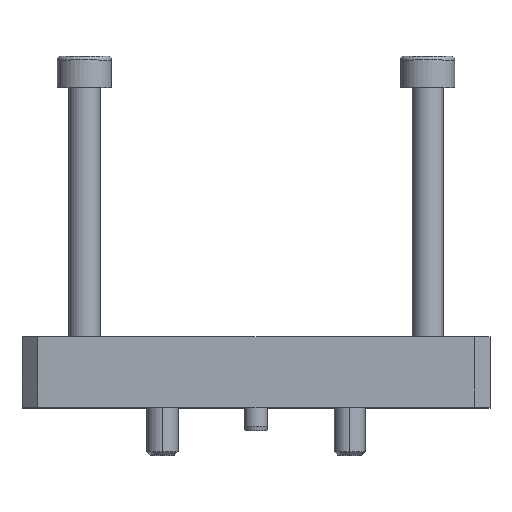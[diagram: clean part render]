
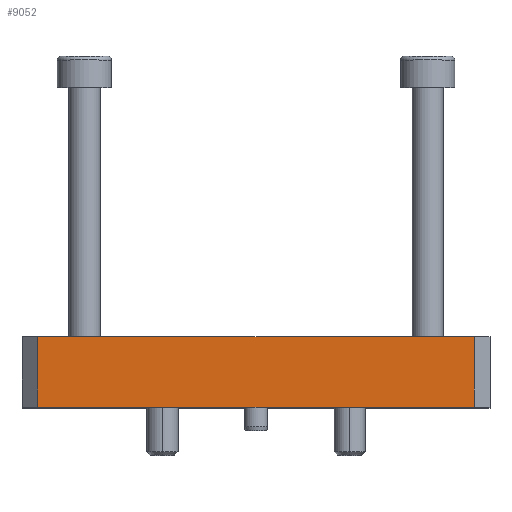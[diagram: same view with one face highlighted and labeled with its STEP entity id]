
A CAD part, top view. The second image highlights one B-rep face of the part: STEP entity #9052.
In plain terms, the highlighted planar face has unit normal (0, 0, 1).
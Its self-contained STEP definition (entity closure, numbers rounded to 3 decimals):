
#6814=DIRECTION('',(0.,1.,0.));
#6815=VECTOR('',#6814,9.);
#6816=CARTESIAN_POINT('',(28.,-4.5,41.5));
#6817=LINE('',#6816,#6815);
#6818=DIRECTION('',(-1.,0.,0.));
#6819=VECTOR('',#6818,56.);
#6820=CARTESIAN_POINT('',(28.,-4.5,41.5));
#6821=LINE('',#6820,#6819);
#6822=DIRECTION('',(0.,1.,0.));
#6823=VECTOR('',#6822,9.);
#6824=CARTESIAN_POINT('',(-28.,-4.5,41.5));
#6825=LINE('',#6824,#6823);
#6826=DIRECTION('',(1.,0.,0.));
#6827=VECTOR('',#6826,56.);
#6828=CARTESIAN_POINT('',(-28.,4.5,41.5));
#6829=LINE('',#6828,#6827);
#8354=CARTESIAN_POINT('',(28.,-4.5,41.5));
#8356=VERTEX_POINT('',#8354);
#8368=CARTESIAN_POINT('',(-28.,-4.5,41.5));
#8369=VERTEX_POINT('',#8368);
#8564=CARTESIAN_POINT('',(28.,4.5,41.5));
#8565=VERTEX_POINT('',#8564);
#8566=CARTESIAN_POINT('',(-28.,4.5,41.5));
#8567=VERTEX_POINT('',#8566);
#9039=CARTESIAN_POINT('',(0.,0.,41.5));
#9040=DIRECTION('',(0.,0.,1.));
#9041=DIRECTION('',(1.,0.,0.));
#9042=AXIS2_PLACEMENT_3D('',#9039,#9040,#9041);
#9043=PLANE('',#9042);
#9044=ORIENTED_EDGE('',*,*,#9023,.F.);
#9045=ORIENTED_EDGE('',*,*,#8845,.T.);
#9047=ORIENTED_EDGE('',*,*,#9046,.T.);
#9049=ORIENTED_EDGE('',*,*,#9048,.T.);
#9050=EDGE_LOOP('',(#9044,#9045,#9047,#9049));
#9051=FACE_OUTER_BOUND('',#9050,.F.);
#9052=ADVANCED_FACE('',(#9051),#9043,.T.);
#8845=EDGE_CURVE('',#8356,#8369,#6821,.T.);
#9023=EDGE_CURVE('',#8356,#8565,#6817,.T.);
#9046=EDGE_CURVE('',#8369,#8567,#6825,.T.);
#9048=EDGE_CURVE('',#8567,#8565,#6829,.T.);
